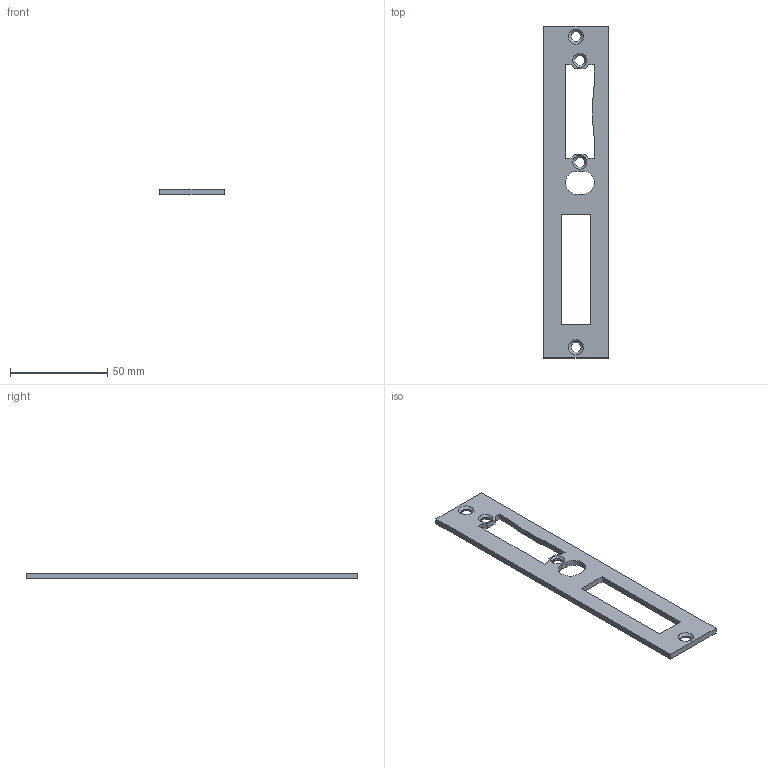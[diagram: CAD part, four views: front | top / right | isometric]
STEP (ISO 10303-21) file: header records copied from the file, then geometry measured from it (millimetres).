
FILE_DESCRIPTION (( 'STEP AP203' ), '1' );
FILE_NAME ('141671.STEP', '2021-10-07T14:21:55', ( '' ), ( '' ), 'SwSTEP 2.0', 'SolidWorks 2018', '' );
FILE_SCHEMA (( 'CONFIG_CONTROL_DESIGN' ));
Length unit declared in the file: millimetre
Products named in the file (2): 141671
Bounding box: 33 x 171 x 3 mm (x, y, z)
Volume: 11542.8 mm3; surface area: 10079.1 mm2
Topology: 1 solids, 1 shells, 210 faces, 559 edges, 370 vertices
Faces by surface type: plane 138, bspline 57, cone 8, cylinder 7
Full cylindrical faces by diameter (mm): 5.2 x4
Entity records: 9334 total; most frequent: CARTESIAN_POINT 4338, ORIENTED_EDGE 1094, DIRECTION 765, EDGE_CURVE 547, VECTOR 411, LINE 411, VERTEX_POINT 370, EDGE_LOOP 255
